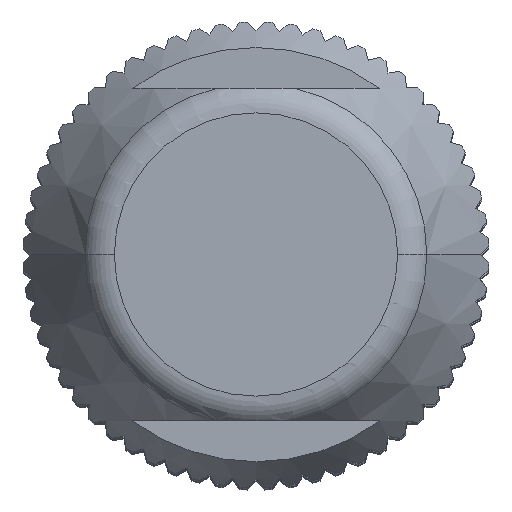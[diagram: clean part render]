
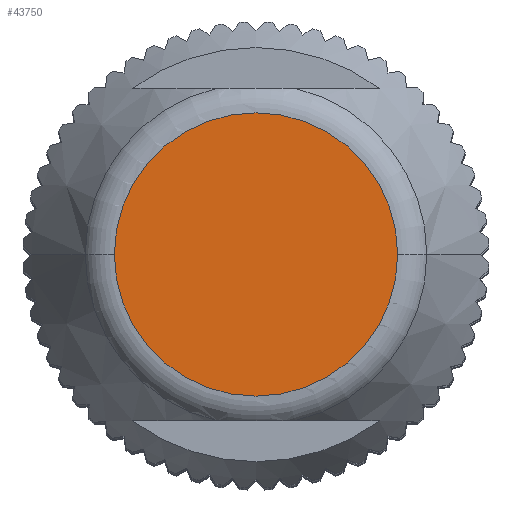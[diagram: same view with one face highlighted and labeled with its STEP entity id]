
A CAD part, top view. The second image highlights one B-rep face of the part: STEP entity #43750.
In plain terms, the highlighted planar face has unit normal (0, 0, 1).
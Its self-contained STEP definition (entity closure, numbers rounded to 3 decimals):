
#19018=CARTESIAN_POINT('',(0.,0.,55.9));
#19019=DIRECTION('',(0.,0.,1.));
#19020=DIRECTION('',(1.,0.,0.));
#19021=AXIS2_PLACEMENT_3D('',#19018,#19019,#19020);
#19126=CARTESIAN_POINT('',(0.,0.,55.9));
#19127=DIRECTION('',(0.,0.,1.));
#19128=DIRECTION('',(-1.,0.,0.));
#19129=AXIS2_PLACEMENT_3D('',#19126,#19127,#19128);
#23956=CARTESIAN_POINT('',(-4.259,0.,55.9));
#23958=VERTEX_POINT('',#23956);
#23960=CARTESIAN_POINT('',(4.259,0.,55.9));
#23962=VERTEX_POINT('',#23960);
#43741=CARTESIAN_POINT('',(0.,0.,55.9));
#43742=DIRECTION('',(0.,0.,-1.));
#43743=DIRECTION('',(1.,0.,0.));
#43744=AXIS2_PLACEMENT_3D('',#43741,#43742,#43743);
#43745=PLANE('',#43744);
#43746=ORIENTED_EDGE('',*,*,#43685,.F.);
#43747=ORIENTED_EDGE('',*,*,#43619,.F.);
#43748=EDGE_LOOP('',(#43746,#43747));
#43749=FACE_OUTER_BOUND('',#43748,.F.);
#19022=CIRCLE('',#19021,4.259);
#19130=CIRCLE('',#19129,4.259);
#43619=EDGE_CURVE('',#23962,#23958,#19022,.T.);
#43685=EDGE_CURVE('',#23958,#23962,#19130,.T.);
#43750=ADVANCED_FACE('',(#43749),#43745,.F.);
